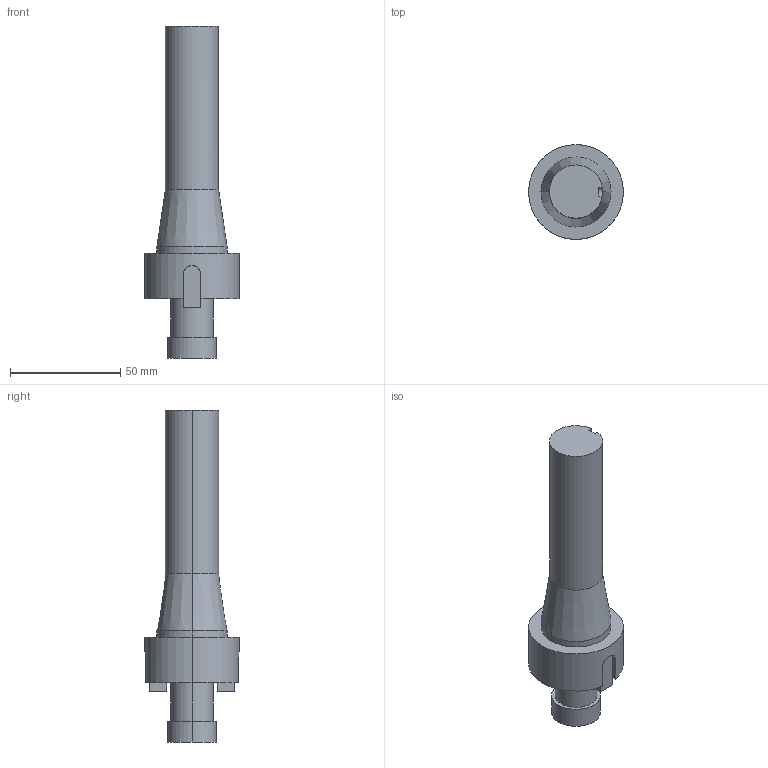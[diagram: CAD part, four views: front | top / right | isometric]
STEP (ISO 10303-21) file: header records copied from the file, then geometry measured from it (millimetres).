
FILE_DESCRIPTION (( 'STEP AP203' ), '1' );
FILE_NAME ('STP-5274-151-A48-024-0(82401).STEP', '2021-07-14T03:45:50', ( '' ), ( '' ), 'SwSTEP 2.0', 'SolidWorks 2017', '' );
FILE_SCHEMA (( 'CONFIG_CONTROL_DESIGN' ));
Length unit declared in the file: millimetre
Products named in the file (1): STP-5274-151-A48-024-0(82401)
Bounding box: 42.93 x 42.93 x 150.4 mm (x, y, z)
Volume: 90042.9 mm3; surface area: 17117.1 mm2
Topology: 1 solids, 1 shells, 43 faces, 105 edges, 67 vertices
Faces by surface type: plane 24, cylinder 17, cone 2
Entity records: 1419 total; most frequent: CARTESIAN_POINT 309, DIRECTION 220, ORIENTED_EDGE 210, EDGE_CURVE 105, AXIS2_PLACEMENT_3D 76, LINE 68, VECTOR 68, VERTEX_POINT 67
